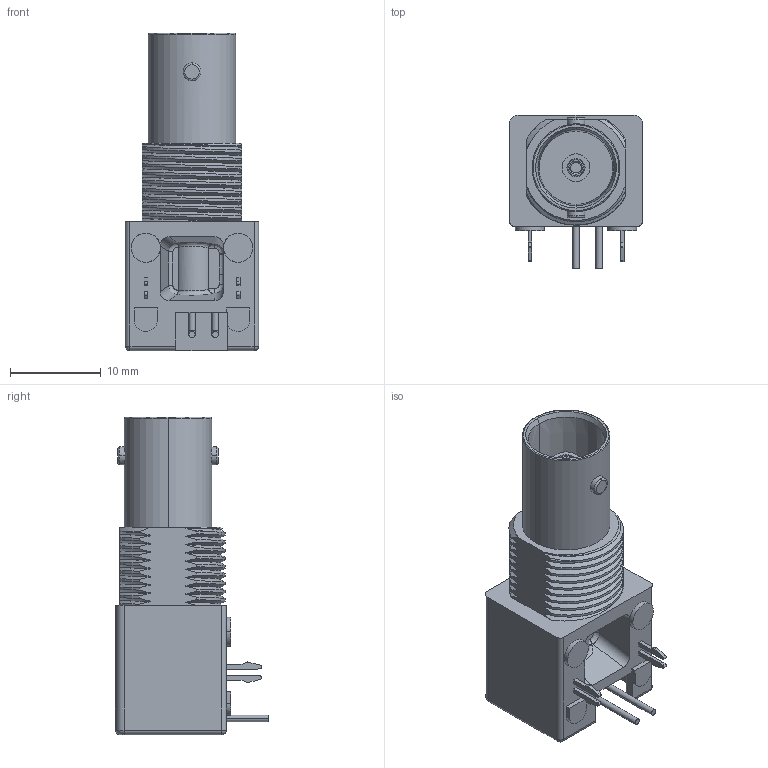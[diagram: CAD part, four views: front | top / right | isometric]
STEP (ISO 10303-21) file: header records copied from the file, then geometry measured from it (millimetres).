
FILE_DESCRIPTION((''),'2;1');
FILE_NAME('731010120','2016-12-14T',('ghp'),(''),'PRO/ENGINEER BY PARAMETRIC TECHNOLOGY CORPORATION, 2012310','PRO/ENGINEER BY PARAMETRIC TECHNOLOGY CORPORATION, 2012310','');
FILE_SCHEMA(('CONFIG_CONTROL_DESIGN'));
Length unit declared in the file: millimetre
Products named in the file (1): 731010120
Bounding box: 14.66 x 16.85 x 34.93 mm (x, y, z)
Volume: 3015.1 mm3; surface area: 2670.5 mm2
Topology: 1 solids, 1 shells, 321 faces, 886 edges, 577 vertices
Faces by surface type: cylinder 137, plane 90, bspline 66, cone 12, torus 10, sphere 6
Entity records: 15153 total; most frequent: CARTESIAN_POINT 7579, ORIENTED_EDGE 1744, DIRECTION 1287, EDGE_CURVE 872, VERTEX_POINT 569, AXIS2_PLACEMENT_3D 450, VECTOR 387, LINE 387
